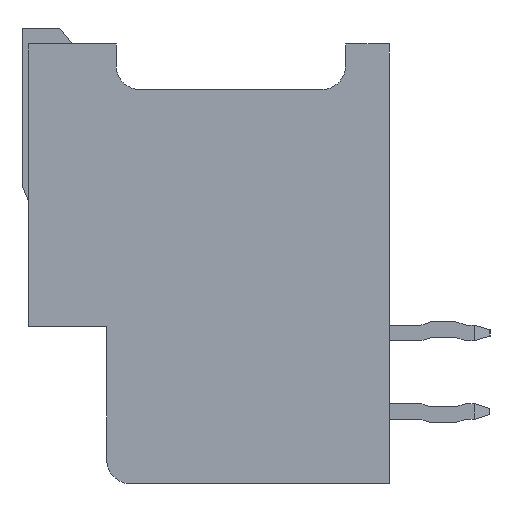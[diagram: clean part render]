
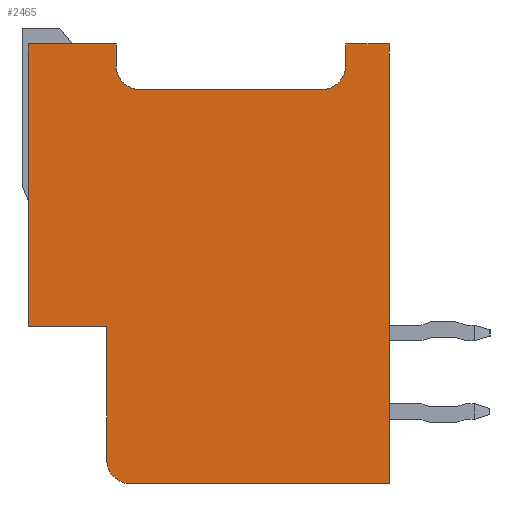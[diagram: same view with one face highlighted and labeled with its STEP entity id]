
A CAD part, left-side view. The second image highlights one B-rep face of the part: STEP entity #2465.
In plain terms, the highlighted planar face has unit normal (-1, 0, 0).
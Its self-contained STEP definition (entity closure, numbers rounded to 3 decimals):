
#2465 = ADVANCED_FACE( '', ( #4779 ), #4780, .F. );
#4779 = FACE_OUTER_BOUND( '', #7028, .T. );
#4780 = PLANE( '', #7029 );
#7028 = EDGE_LOOP( '', ( #13772, #13773, #13774, #13775, #13776, #13777, #13778, #13779, #13780, #13781, #13782, #13783, #13784 ) );
#7029 = AXIS2_PLACEMENT_3D( '', #13785, #13786, #13787 );
#13772 = ORIENTED_EDGE( '', *, *, #16010, .F. );
#13773 = ORIENTED_EDGE( '', *, *, #15996, .T. );
#13774 = ORIENTED_EDGE( '', *, *, #15857, .F. );
#13775 = ORIENTED_EDGE( '', *, *, #16358, .F. );
#13776 = ORIENTED_EDGE( '', *, *, #16766, .F. );
#13777 = ORIENTED_EDGE( '', *, *, #17070, .F. );
#13778 = ORIENTED_EDGE( '', *, *, #17167, .T. );
#13779 = ORIENTED_EDGE( '', *, *, #16543, .F. );
#13780 = ORIENTED_EDGE( '', *, *, #16902, .T. );
#13781 = ORIENTED_EDGE( '', *, *, #17181, .F. );
#13782 = ORIENTED_EDGE( '', *, *, #15216, .F. );
#13783 = ORIENTED_EDGE( '', *, *, #16561, .F. );
#13784 = ORIENTED_EDGE( '', *, *, #16691, .F. );
#13785 = CARTESIAN_POINT( '', ( -20.7, 0., 0. ) );
#13786 = DIRECTION( '', ( 1., 0., 0. ) );
#13787 = DIRECTION( '', ( 0., 0., -1. ) );
#15216 = EDGE_CURVE( '', #18687, #18674, #18689, .T. );
#15857 = EDGE_CURVE( '', #19722, #19724, #19725, .T. );
#15996 = EDGE_CURVE( '', #19944, #19724, #19947, .F. );
#16010 = EDGE_CURVE( '', #19944, #19965, #19966, .T. );
#16358 = EDGE_CURVE( '', #20434, #19722, #20436, .T. );
#16543 = EDGE_CURVE( '', #20667, #20665, #20669, .T. );
#16561 = EDGE_CURVE( '', #20690, #18687, #20692, .T. );
#16691 = EDGE_CURVE( '', #19965, #20690, #20844, .T. );
#16766 = EDGE_CURVE( '', #20939, #20434, #20941, .T. );
#16902 = EDGE_CURVE( '', #20667, #21093, #21095, .T. );
#17070 = EDGE_CURVE( '', #21277, #20939, #21279, .T. );
#17167 = EDGE_CURVE( '', #21277, #20665, #21379, .T. );
#17181 = EDGE_CURVE( '', #18674, #21093, #21393, .T. );
#18674 = VERTEX_POINT( '', #23562 );
#18687 = VERTEX_POINT( '', #23582 );
#18689 = LINE( '', #23585, #23586 );
#19722 = VERTEX_POINT( '', #25153 );
#19724 = VERTEX_POINT( '', #25156 );
#19725 = LINE( '', #25157, #25158 );
#19944 = VERTEX_POINT( '', #25492 );
#19947 = CIRCLE( '', #25496, 0.75 );
#19965 = VERTEX_POINT( '', #25523 );
#19966 = LINE( '', #25524, #25525 );
#20434 = VERTEX_POINT( '', #26244 );
#20436 = LINE( '', #26247, #26248 );
#20665 = VERTEX_POINT( '', #26596 );
#20667 = VERTEX_POINT( '', #26599 );
#20669 = LINE( '', #26602, #26603 );
#20690 = VERTEX_POINT( '', #26635 );
#20692 = LINE( '', #26638, #26639 );
#20844 = LINE( '', #26873, #26874 );
#20939 = VERTEX_POINT( '', #27041 );
#20941 = LINE( '', #27044, #27045 );
#21093 = VERTEX_POINT( '', #27270 );
#21095 = CIRCLE( '', #27273, 0.75 );
#21277 = VERTEX_POINT( '', #27534 );
#21279 = LINE( '', #27537, #27538 );
#21379 = CIRCLE( '', #27672, 0.75 );
#21393 = LINE( '', #27690, #27691 );
#23562 = CARTESIAN_POINT( '', ( -20.7, 4.2, 7. ) );
#23582 = CARTESIAN_POINT( '', ( -20.7, 7., 7. ) );
#23585 = CARTESIAN_POINT( '', ( -20.7, 7., 7. ) );
#23586 = VECTOR( '', #28493, 1000. );
#25153 = CARTESIAN_POINT( '', ( -20.7, -4.5, -7. ) );
#25156 = CARTESIAN_POINT( '', ( -20.7, 3.75, -7. ) );
#25157 = CARTESIAN_POINT( '', ( -20.7, -4.5, -7. ) );
#25158 = VECTOR( '', #29047, 1000. );
#25492 = CARTESIAN_POINT( '', ( -20.7, 4.5, -6.25 ) );
#25496 = AXIS2_PLACEMENT_3D( '', #29167, #29168, #29169 );
#25523 = CARTESIAN_POINT( '', ( -20.7, 4.5, -2. ) );
#25524 = CARTESIAN_POINT( '', ( -20.7, 4.5, -7. ) );
#25525 = VECTOR( '', #29179, 1000. );
#26244 = CARTESIAN_POINT( '', ( -20.7, -4.5, 7. ) );
#26247 = CARTESIAN_POINT( '', ( -20.7, -4.5, 7. ) );
#26248 = VECTOR( '', #29435, 1000. );
#26596 = CARTESIAN_POINT( '', ( -20.7, -2.35, 5.55 ) );
#26599 = CARTESIAN_POINT( '', ( -20.7, 3.45, 5.55 ) );
#26602 = CARTESIAN_POINT( '', ( -20.7, 4.2, 5.55 ) );
#26603 = VECTOR( '', #29566, 1000. );
#26635 = CARTESIAN_POINT( '', ( -20.7, 7., -2. ) );
#26638 = CARTESIAN_POINT( '', ( -20.7, 7., -2. ) );
#26639 = VECTOR( '', #29579, 1000. );
#26873 = CARTESIAN_POINT( '', ( -20.7, 4.5, -2. ) );
#26874 = VECTOR( '', #29662, 1000. );
#27041 = CARTESIAN_POINT( '', ( -20.7, -3.1, 7. ) );
#27044 = CARTESIAN_POINT( '', ( -20.7, -3.1, 7. ) );
#27045 = VECTOR( '', #29736, 1000. );
#27270 = CARTESIAN_POINT( '', ( -20.7, 4.2, 6.3 ) );
#27273 = AXIS2_PLACEMENT_3D( '', #29814, #29815, #29816 );
#27534 = CARTESIAN_POINT( '', ( -20.7, -3.1, 6.3 ) );
#27537 = CARTESIAN_POINT( '', ( -20.7, -3.1, 5.55 ) );
#27538 = VECTOR( '', #29900, 1000. );
#27672 = AXIS2_PLACEMENT_3D( '', #29935, #29936, #29937 );
#27690 = CARTESIAN_POINT( '', ( -20.7, 4.2, 7. ) );
#27691 = VECTOR( '', #29942, 1000. );
#28493 = DIRECTION( '', ( 0., -1., 0. ) );
#29047 = DIRECTION( '', ( 0., 1., 0. ) );
#29167 = CARTESIAN_POINT( '', ( -20.7, 3.75, -6.25 ) );
#29168 = DIRECTION( '', ( 1., 0., 0. ) );
#29169 = DIRECTION( '', ( 0., 0., -1. ) );
#29179 = DIRECTION( '', ( 0., 0., 1. ) );
#29435 = DIRECTION( '', ( 0., 0., -1. ) );
#29566 = DIRECTION( '', ( 0., -1., 0. ) );
#29579 = DIRECTION( '', ( 0., 0., 1. ) );
#29662 = DIRECTION( '', ( 0., 1., 0. ) );
#29736 = DIRECTION( '', ( 0., -1., 0. ) );
#29814 = CARTESIAN_POINT( '', ( -20.7, 3.45, 6.3 ) );
#29815 = DIRECTION( '', ( 1., 0., 0. ) );
#29816 = DIRECTION( '', ( 0., 0., -1. ) );
#29900 = DIRECTION( '', ( 0., 0., 1. ) );
#29935 = CARTESIAN_POINT( '', ( -20.7, -2.35, 6.3 ) );
#29936 = DIRECTION( '', ( 1., 0., 0. ) );
#29937 = DIRECTION( '', ( 0., 0., -1. ) );
#29942 = DIRECTION( '', ( 0., 0., -1. ) );
